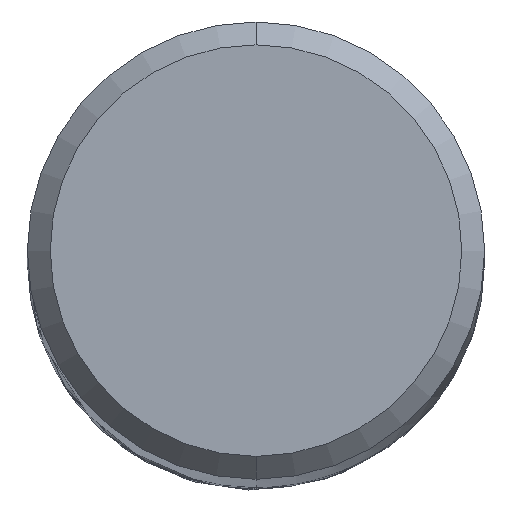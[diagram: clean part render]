
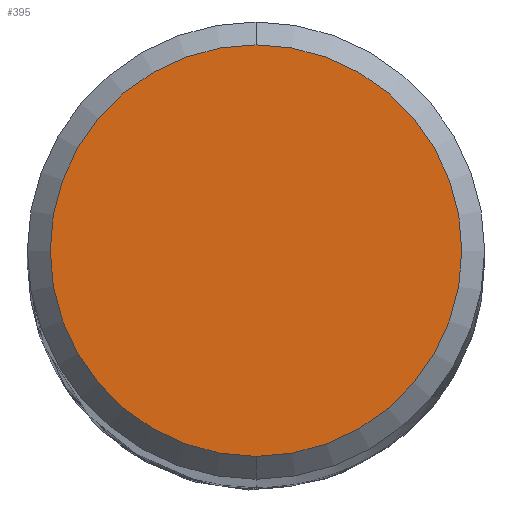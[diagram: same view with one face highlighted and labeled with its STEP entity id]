
A CAD part, top view. The second image highlights one B-rep face of the part: STEP entity #395.
In plain terms, the highlighted planar face has unit normal (0, 0, 1).
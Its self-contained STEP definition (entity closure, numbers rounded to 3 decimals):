
#349=EDGE_CURVE('',#591,#491,#863,.T.);
#375=EDGE_CURVE('',#491,#591,#892,.T.);
#395=ADVANCED_FACE('',(#912),#913,.T.);
#491=VERTEX_POINT('',#1016);
#591=VERTEX_POINT('',#1124);
#863=CIRCLE('',#2084,5.4);
#892=CIRCLE('',#2186,5.4);
#912=FACE_OUTER_BOUND('',#2280,.T.);
#913=PLANE('',#2281);
#1016=CARTESIAN_POINT('',(0.0,5.4,0.0));
#1124=CARTESIAN_POINT('',(0.,-5.4,0.0));
#2084=AXIS2_PLACEMENT_3D('',#5087,#5088,#5089);
#2186=AXIS2_PLACEMENT_3D('',#5113,#5114,#5115);
#2280=EDGE_LOOP('',(#5127,#5128));
#2281=AXIS2_PLACEMENT_3D('',#5129,#5130,#5131);
#5087=CARTESIAN_POINT('',(0.0,0.0,0.0));
#5088=DIRECTION('',(0.0,0.0,-1.0));
#5089=DIRECTION('',(0.0,1.0,0.0));
#5113=CARTESIAN_POINT('',(0.0,0.0,0.0));
#5114=DIRECTION('',(0.0,0.0,-1.0));
#5115=DIRECTION('',(0.0,1.0,0.0));
#5127=ORIENTED_EDGE('',*,*,#375,.F.);
#5128=ORIENTED_EDGE('',*,*,#349,.F.);
#5129=CARTESIAN_POINT('',(0.0,2.7,0.0));
#5130=DIRECTION('',(-0.0,0.0,1.0));
#5131=DIRECTION('',(0.0,-1.0,0.0));
